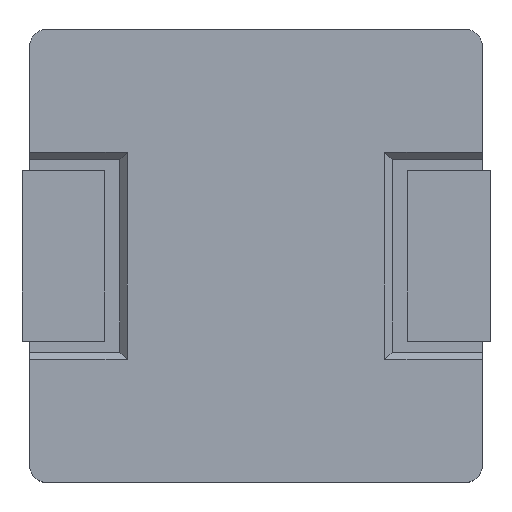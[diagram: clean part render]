
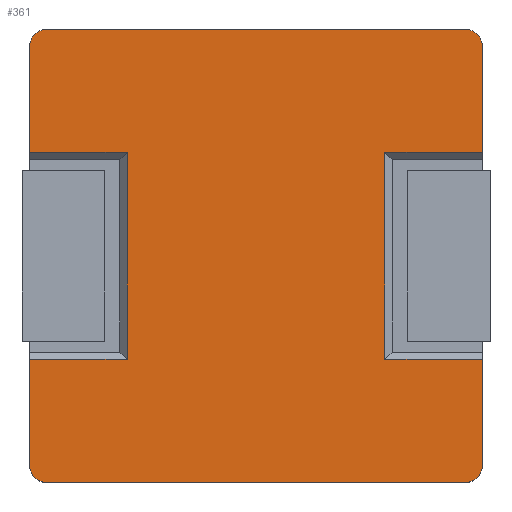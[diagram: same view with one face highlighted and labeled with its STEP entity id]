
A CAD part, top view. The second image highlights one B-rep face of the part: STEP entity #361.
In plain terms, the highlighted planar face has unit normal (0, 0, 1).
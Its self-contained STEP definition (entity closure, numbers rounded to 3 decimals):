
#361=ADVANCED_FACE('',(#625),#530,.T.);
#530=PLANE('',#3179);
#625=FACE_OUTER_BOUND('',#789,.T.);
#789=EDGE_LOOP('',(#1044,#1045,#1046,#1047,#1048,#1049,#1050,#1051,#1052,
#1053,#1054,#1055,#1056,#1057,#1058,#1059));
#968=CIRCLE('',#3175,0.5);
#969=CIRCLE('',#3176,0.5);
#970=CIRCLE('',#3177,0.5);
#971=CIRCLE('',#3178,0.5);
#1044=ORIENTED_EDGE('',*,*,#2222,.F.);
#1045=ORIENTED_EDGE('',*,*,#2223,.T.);
#1046=ORIENTED_EDGE('',*,*,#2224,.T.);
#1047=ORIENTED_EDGE('',*,*,#2225,.T.);
#1048=ORIENTED_EDGE('',*,*,#2226,.F.);
#1049=ORIENTED_EDGE('',*,*,#2227,.T.);
#1050=ORIENTED_EDGE('',*,*,#2228,.F.);
#1051=ORIENTED_EDGE('',*,*,#2229,.T.);
#1052=ORIENTED_EDGE('',*,*,#2230,.F.);
#1053=ORIENTED_EDGE('',*,*,#2231,.T.);
#1054=ORIENTED_EDGE('',*,*,#2232,.T.);
#1055=ORIENTED_EDGE('',*,*,#2233,.T.);
#1056=ORIENTED_EDGE('',*,*,#2234,.F.);
#1057=ORIENTED_EDGE('',*,*,#2235,.T.);
#1058=ORIENTED_EDGE('',*,*,#2236,.F.);
#1059=ORIENTED_EDGE('',*,*,#2237,.T.);
#1928=VERTEX_POINT('',#4073);
#1929=VERTEX_POINT('',#4074);
#1930=VERTEX_POINT('',#4076);
#1931=VERTEX_POINT('',#4078);
#1932=VERTEX_POINT('',#4080);
#1933=VERTEX_POINT('',#4082);
#1934=VERTEX_POINT('',#4084);
#1935=VERTEX_POINT('',#4086);
#1936=VERTEX_POINT('',#4088);
#1937=VERTEX_POINT('',#4090);
#1938=VERTEX_POINT('',#4092);
#1939=VERTEX_POINT('',#4094);
#1940=VERTEX_POINT('',#4096);
#1941=VERTEX_POINT('',#4098);
#1942=VERTEX_POINT('',#4100);
#1943=VERTEX_POINT('',#4102);
#2222=EDGE_CURVE('',#1928,#1929,#2660,.T.);
#2223=EDGE_CURVE('',#1928,#1930,#2661,.T.);
#2224=EDGE_CURVE('',#1930,#1931,#2662,.T.);
#2225=EDGE_CURVE('',#1931,#1932,#2663,.T.);
#2226=EDGE_CURVE('',#1933,#1932,#2664,.T.);
#2227=EDGE_CURVE('',#1933,#1934,#968,.T.);
#2228=EDGE_CURVE('',#1935,#1934,#2665,.T.);
#2229=EDGE_CURVE('',#1935,#1936,#969,.T.);
#2230=EDGE_CURVE('',#1937,#1936,#2666,.T.);
#2231=EDGE_CURVE('',#1937,#1938,#2667,.T.);
#2232=EDGE_CURVE('',#1938,#1939,#2668,.T.);
#2233=EDGE_CURVE('',#1939,#1940,#2669,.T.);
#2234=EDGE_CURVE('',#1941,#1940,#2670,.T.);
#2235=EDGE_CURVE('',#1941,#1942,#970,.T.);
#2236=EDGE_CURVE('',#1943,#1942,#2671,.T.);
#2237=EDGE_CURVE('',#1943,#1929,#971,.T.);
#2660=LINE('',#4072,#2900);
#2661=LINE('',#4075,#2901);
#2662=LINE('',#4077,#2902);
#2663=LINE('',#4079,#2903);
#2664=LINE('',#4081,#2904);
#2665=LINE('',#4085,#2905);
#2666=LINE('',#4089,#2906);
#2667=LINE('',#4091,#2907);
#2668=LINE('',#4093,#2908);
#2669=LINE('',#4095,#2909);
#2670=LINE('',#4097,#2910);
#2671=LINE('',#4101,#2911);
#2900=VECTOR('',#3389,1.);
#2901=VECTOR('',#3390,1.);
#2902=VECTOR('',#3391,1.);
#2903=VECTOR('',#3392,1.);
#2904=VECTOR('',#3393,1.);
#2905=VECTOR('',#3396,1.);
#2906=VECTOR('',#3399,1.);
#2907=VECTOR('',#3400,1.);
#2908=VECTOR('',#3401,1.);
#2909=VECTOR('',#3402,1.);
#2910=VECTOR('',#3403,1.);
#2911=VECTOR('',#3406,1.);
#3175=AXIS2_PLACEMENT_3D('',#4083,#3394,#3395);
#3176=AXIS2_PLACEMENT_3D('',#4087,#3397,#3398);
#3177=AXIS2_PLACEMENT_3D('',#4099,#3404,#3405);
#3178=AXIS2_PLACEMENT_3D('',#4103,#3407,#3408);
#3179=AXIS2_PLACEMENT_3D('',#4104,#3409,#3410);
#3389=DIRECTION('',(0.,-1.,0.));
#3390=DIRECTION('',(-1.,0.,0.));
#3391=DIRECTION('',(0.,1.,0.));
#3392=DIRECTION('',(1.,0.,0.));
#3393=DIRECTION('',(0.,-1.,0.));
#3394=DIRECTION('',(0.,0.,1.));
#3395=DIRECTION('',(1.,0.,0.));
#3396=DIRECTION('',(1.,0.,0.));
#3397=DIRECTION('',(0.,0.,1.));
#3398=DIRECTION('',(1.,0.,0.));
#3399=DIRECTION('',(0.,1.,0.));
#3400=DIRECTION('',(1.,0.,0.));
#3401=DIRECTION('',(0.,-1.,0.));
#3402=DIRECTION('',(-1.,0.,0.));
#3403=DIRECTION('',(0.,1.,0.));
#3404=DIRECTION('',(0.,0.,1.));
#3405=DIRECTION('',(1.,0.,0.));
#3406=DIRECTION('',(-1.,0.,0.));
#3407=DIRECTION('',(0.,0.,1.));
#3408=DIRECTION('',(1.,0.,0.));
#3409=DIRECTION('',(0.,0.,1.));
#3410=DIRECTION('',(1.,0.,0.));
#4072=CARTESIAN_POINT('',(6.1,-0.15,3.55));
#4073=CARTESIAN_POINT('',(6.1,-3.,3.55));
#4074=CARTESIAN_POINT('',(6.1,-5.9,3.55));
#4075=CARTESIAN_POINT('',(3.6,-3.,3.55));
#4076=CARTESIAN_POINT('',(3.4,-3.,3.55));
#4077=CARTESIAN_POINT('',(3.4,2.5,3.55));
#4078=CARTESIAN_POINT('',(3.4,2.7,3.55));
#4079=CARTESIAN_POINT('',(6.1,2.7,3.55));
#4080=CARTESIAN_POINT('',(6.1,2.7,3.55));
#4081=CARTESIAN_POINT('',(6.1,-0.15,3.55));
#4082=CARTESIAN_POINT('',(6.1,5.6,3.55));
#4083=CARTESIAN_POINT('',(5.6,5.6,3.55));
#4084=CARTESIAN_POINT('',(5.6,6.1,3.55));
#4085=CARTESIAN_POINT('',(-0.15,6.1,3.55));
#4086=CARTESIAN_POINT('',(-5.9,6.1,3.55));
#4087=CARTESIAN_POINT('',(-5.9,5.6,3.55));
#4088=CARTESIAN_POINT('',(-6.4,5.6,3.55));
#4089=CARTESIAN_POINT('',(-6.4,-0.15,3.55));
#4090=CARTESIAN_POINT('',(-6.4,2.7,3.55));
#4091=CARTESIAN_POINT('',(-3.9,2.7,3.55));
#4092=CARTESIAN_POINT('',(-3.7,2.7,3.55));
#4093=CARTESIAN_POINT('',(-3.7,-2.8,3.55));
#4094=CARTESIAN_POINT('',(-3.7,-3.,3.55));
#4095=CARTESIAN_POINT('',(-6.4,-3.,3.55));
#4096=CARTESIAN_POINT('',(-6.4,-3.,3.55));
#4097=CARTESIAN_POINT('',(-6.4,-0.15,3.55));
#4098=CARTESIAN_POINT('',(-6.4,-5.9,3.55));
#4099=CARTESIAN_POINT('',(-5.9,-5.9,3.55));
#4100=CARTESIAN_POINT('',(-5.9,-6.4,3.55));
#4101=CARTESIAN_POINT('',(-0.15,-6.4,3.55));
#4102=CARTESIAN_POINT('',(5.6,-6.4,3.55));
#4103=CARTESIAN_POINT('',(5.6,-5.9,3.55));
#4104=CARTESIAN_POINT('',(-0.15,-0.15,3.55));
